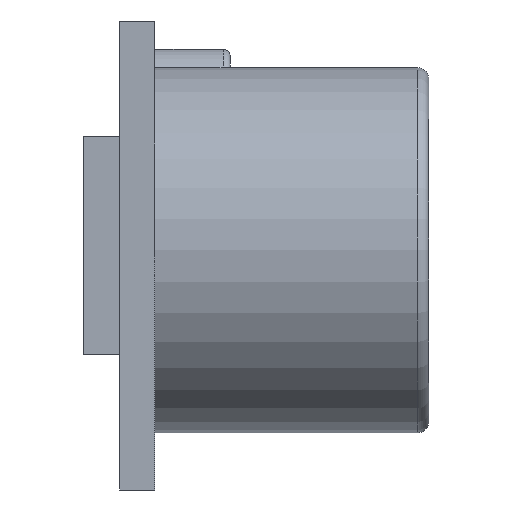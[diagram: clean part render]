
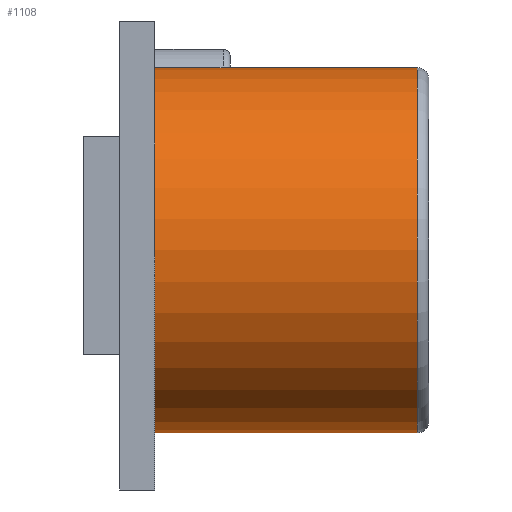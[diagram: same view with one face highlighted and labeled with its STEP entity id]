
A CAD part, left-side view. The second image highlights one B-rep face of the part: STEP entity #1108.
In plain terms, the highlighted cylindrical face has radius 8 mm (diameter 16 mm), a full revolution.
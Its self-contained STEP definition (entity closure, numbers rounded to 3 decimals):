
#128 = PLANE('',#129);
#129 = AXIS2_PLACEMENT_3D('',#130,#131,#132);
#130 = CARTESIAN_POINT('',(0.,-1.54,0.));
#131 = DIRECTION('',(-0.,-1.,0.));
#132 = DIRECTION('',(0.,0.,-1.));
#418 = EDGE_CURVE('',#419,#419,#421,.T.);
#419 = VERTEX_POINT('',#420);
#420 = CARTESIAN_POINT('',(-4.7,-1.54,0.25));
#421 = SURFACE_CURVE('',#422,(#427,#434),.PCURVE_S1.);
#422 = CIRCLE('',#423,8.);
#423 = AXIS2_PLACEMENT_3D('',#424,#425,#426);
#424 = CARTESIAN_POINT('',(-12.7,-1.54,0.25));
#425 = DIRECTION('',(0.,-1.,0.));
#426 = DIRECTION('',(1.,0.,0.));
#427 = PCURVE('',#128,#428);
#428 = DEFINITIONAL_REPRESENTATION('',(#429),#433);
#429 = CIRCLE('',#430,8.);
#430 = AXIS2_PLACEMENT_2D('',#431,#432);
#431 = CARTESIAN_POINT('',(-0.25,-12.7));
#432 = DIRECTION('',(0.,1.));
#433 = ( GEOMETRIC_REPRESENTATION_CONTEXT(2) 
PARAMETRIC_REPRESENTATION_CONTEXT() REPRESENTATION_CONTEXT('2D SPACE',''
  ) );
#434 = PCURVE('',#435,#440);
#435 = CYLINDRICAL_SURFACE('',#436,8.);
#436 = AXIS2_PLACEMENT_3D('',#437,#438,#439);
#437 = CARTESIAN_POINT('',(-12.7,-1.54,0.25));
#438 = DIRECTION('',(-0.,1.,-0.));
#439 = DIRECTION('',(1.,0.,0.));
#440 = DEFINITIONAL_REPRESENTATION('',(#441),#445);
#441 = LINE('',#442,#443);
#442 = CARTESIAN_POINT('',(-0.,0.));
#443 = VECTOR('',#444,1.);
#444 = DIRECTION('',(-1.,0.));
#445 = ( GEOMETRIC_REPRESENTATION_CONTEXT(2) 
PARAMETRIC_REPRESENTATION_CONTEXT() REPRESENTATION_CONTEXT('2D SPACE',''
  ) );
#1108 = ADVANCED_FACE('',(#1109),#435,.T.);
#1109 = FACE_BOUND('',#1110,.F.);
#1110 = EDGE_LOOP('',(#1111,#1134,#1161,#1162));
#1111 = ORIENTED_EDGE('',*,*,#1112,.T.);
#1112 = EDGE_CURVE('',#419,#1113,#1115,.T.);
#1113 = VERTEX_POINT('',#1114);
#1114 = CARTESIAN_POINT('',(-4.7,-13.04,0.25));
#1115 = SEAM_CURVE('',#1116,(#1120,#1127),.PCURVE_S1.);
#1116 = LINE('',#1117,#1118);
#1117 = CARTESIAN_POINT('',(-4.7,-1.54,0.25));
#1118 = VECTOR('',#1119,1.);
#1119 = DIRECTION('',(0.,-1.,0.));
#1120 = PCURVE('',#435,#1121);
#1121 = DEFINITIONAL_REPRESENTATION('',(#1122),#1126);
#1122 = LINE('',#1123,#1124);
#1123 = CARTESIAN_POINT('',(-0.,0.));
#1124 = VECTOR('',#1125,1.);
#1125 = DIRECTION('',(-0.,-1.));
#1126 = ( GEOMETRIC_REPRESENTATION_CONTEXT(2) 
PARAMETRIC_REPRESENTATION_CONTEXT() REPRESENTATION_CONTEXT('2D SPACE',''
  ) );
#1127 = PCURVE('',#435,#1128);
#1128 = DEFINITIONAL_REPRESENTATION('',(#1129),#1133);
#1129 = LINE('',#1130,#1131);
#1130 = CARTESIAN_POINT('',(-6.283,0.));
#1131 = VECTOR('',#1132,1.);
#1132 = DIRECTION('',(-0.,-1.));
#1133 = ( GEOMETRIC_REPRESENTATION_CONTEXT(2) 
PARAMETRIC_REPRESENTATION_CONTEXT() REPRESENTATION_CONTEXT('2D SPACE',''
  ) );
#1134 = ORIENTED_EDGE('',*,*,#1135,.T.);
#1135 = EDGE_CURVE('',#1113,#1113,#1136,.T.);
#1136 = SURFACE_CURVE('',#1137,(#1142,#1149),.PCURVE_S1.);
#1137 = CIRCLE('',#1138,8.);
#1138 = AXIS2_PLACEMENT_3D('',#1139,#1140,#1141);
#1139 = CARTESIAN_POINT('',(-12.7,-13.04,0.25));
#1140 = DIRECTION('',(0.,-1.,0.));
#1141 = DIRECTION('',(1.,0.,0.));
#1142 = PCURVE('',#435,#1143);
#1143 = DEFINITIONAL_REPRESENTATION('',(#1144),#1148);
#1144 = LINE('',#1145,#1146);
#1145 = CARTESIAN_POINT('',(-0.,-11.5));
#1146 = VECTOR('',#1147,1.);
#1147 = DIRECTION('',(-1.,0.));
#1148 = ( GEOMETRIC_REPRESENTATION_CONTEXT(2) 
PARAMETRIC_REPRESENTATION_CONTEXT() REPRESENTATION_CONTEXT('2D SPACE',''
  ) );
#1149 = PCURVE('',#1150,#1155);
#1150 = TOROIDAL_SURFACE('',#1151,7.5,0.5);
#1151 = AXIS2_PLACEMENT_3D('',#1152,#1153,#1154);
#1152 = CARTESIAN_POINT('',(-12.7,-13.04,0.25));
#1153 = DIRECTION('',(0.,-1.,0.));
#1154 = DIRECTION('',(1.,0.,0.));
#1155 = DEFINITIONAL_REPRESENTATION('',(#1156),#1160);
#1156 = LINE('',#1157,#1158);
#1157 = CARTESIAN_POINT('',(0.,0.));
#1158 = VECTOR('',#1159,1.);
#1159 = DIRECTION('',(1.,0.));
#1160 = ( GEOMETRIC_REPRESENTATION_CONTEXT(2) 
PARAMETRIC_REPRESENTATION_CONTEXT() REPRESENTATION_CONTEXT('2D SPACE',''
  ) );
#1161 = ORIENTED_EDGE('',*,*,#1112,.F.);
#1162 = ORIENTED_EDGE('',*,*,#418,.F.);
